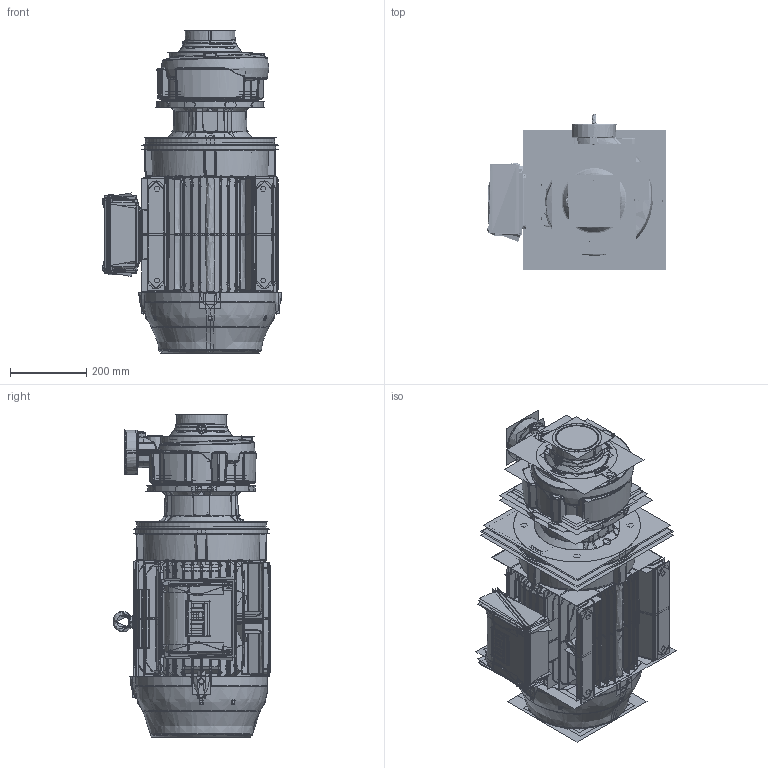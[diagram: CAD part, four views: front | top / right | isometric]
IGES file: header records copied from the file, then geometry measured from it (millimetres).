
Start section:  PTC IGES file: 87233610-00.igs
Global section: file name: 87233610-00.igs; native system: Creo Parametric by PTC Inc.; preprocessor: 2021063; author: santl04; organization: Unknown; date: 20220209.144115; units: millimetre
Bounding box: 470.56 x 412.49 x 850.74 mm (x, y, z)
Volume: 140300719.5 mm3; surface area: 62657519.6 mm2
Topology: 6 solids, 26 shells, 10256 faces, 63098 edges, 87313 vertices
Faces by surface type: bspline 6814, revolution 3422, extrusion 20
